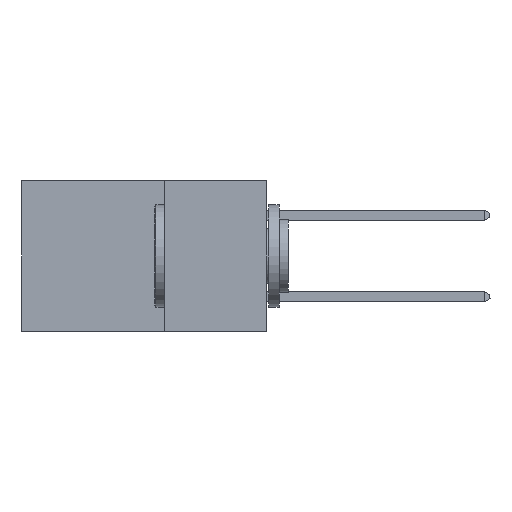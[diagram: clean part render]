
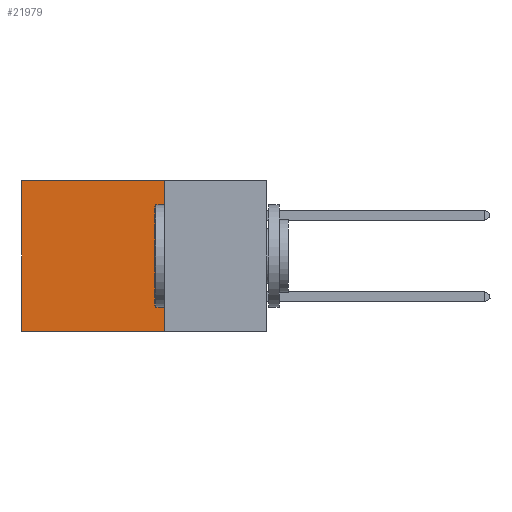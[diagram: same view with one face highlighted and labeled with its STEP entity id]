
A CAD part, left-side view. The second image highlights one B-rep face of the part: STEP entity #21979.
In plain terms, the highlighted planar face has unit normal (-1, 0, 0).
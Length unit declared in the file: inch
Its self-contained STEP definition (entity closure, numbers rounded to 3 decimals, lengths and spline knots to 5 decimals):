
#447 = EDGE_LOOP ( 'NONE', ( #10403, #9465, #20319, #21673 ) ) ;
#469 = PLANE ( 'NONE',  #15595 ) ;
#794 = DIRECTION ( 'NONE',  ( 0., 1., 0. ) ) ;
#1415 = DIRECTION ( 'NONE',  ( 0., 0., -1. ) ) ;
#1544 = VERTEX_POINT ( 'NONE', #20919 ) ;
#2179 = DIRECTION ( 'NONE',  ( 0., 0., -1. ) ) ;
#2804 = VECTOR ( 'NONE', #6004, 39.37008 ) ;
#3088 = VERTEX_POINT ( 'NONE', #10797 ) ;
#3988 = VECTOR ( 'NONE', #794, 39.37008 ) ;
#4274 = CARTESIAN_POINT ( 'NONE',  ( 0.2875, 0.25, -0.37 ) ) ;
#5836 = VECTOR ( 'NONE', #21545, 39.37008 ) ;
#5849 = CARTESIAN_POINT ( 'NONE',  ( 0.2875, 0.25, 0. ) ) ;
#6004 = DIRECTION ( 'NONE',  ( 0., 1., 0. ) ) ;
#6659 = VERTEX_POINT ( 'NONE', #16342 ) ;
#6802 = EDGE_CURVE ( 'NONE', #6659, #8605, #18001, .T. ) ;
#7021 = CARTESIAN_POINT ( 'NONE',  ( 0.2875, 0.6, 0. ) ) ;
#7397 = EDGE_CURVE ( 'NONE', #6659, #3088, #19841, .T. ) ;
#8605 = VERTEX_POINT ( 'NONE', #7021 ) ;
#9116 = FACE_OUTER_BOUND ( 'NONE', #447, .T. ) ;
#9440 = EDGE_CURVE ( 'NONE', #3088, #1544, #16811, .T. ) ;
#9465 = ORIENTED_EDGE ( 'NONE', *, *, #9440, .F. ) ;
#10403 = ORIENTED_EDGE ( 'NONE', *, *, #19837, .T. ) ;
#10797 = CARTESIAN_POINT ( 'NONE',  ( 0.2875, 0.25, -0.37 ) ) ;
#12033 = LINE ( 'NONE', #22358, #20688 ) ;
#12788 = DIRECTION ( 'NONE',  ( 1., 0., 0. ) ) ;
#15595 = AXIS2_PLACEMENT_3D ( 'NONE', #16180, #12788, #2179 ) ;
#16180 = CARTESIAN_POINT ( 'NONE',  ( 0.2875, 0.25, 0. ) ) ;
#16342 = CARTESIAN_POINT ( 'NONE',  ( 0.2875, 0.25, 0. ) ) ;
#16811 = LINE ( 'NONE', #4274, #2804 ) ;
#18001 = LINE ( 'NONE', #21721, #3988 ) ;
#19837 = EDGE_CURVE ( 'NONE', #8605, #1544, #12033, .T. ) ;
#19841 = LINE ( 'NONE', #5849, #5836 ) ;
#20319 = ORIENTED_EDGE ( 'NONE', *, *, #7397, .F. ) ;
#20688 = VECTOR ( 'NONE', #1415, 39.37008 ) ;
#20919 = CARTESIAN_POINT ( 'NONE',  ( 0.2875, 0.6, -0.37 ) ) ;
#21545 = DIRECTION ( 'NONE',  ( 0., 0., -1. ) ) ;
#21673 = ORIENTED_EDGE ( 'NONE', *, *, #6802, .T. ) ;
#21721 = CARTESIAN_POINT ( 'NONE',  ( 0.2875, 0.25, 0. ) ) ;
#21979 = ADVANCED_FACE ( 'NONE', ( #9116 ), #469, .F. ) ;
#22358 = CARTESIAN_POINT ( 'NONE',  ( 0.2875, 0.6, 0. ) ) ;
